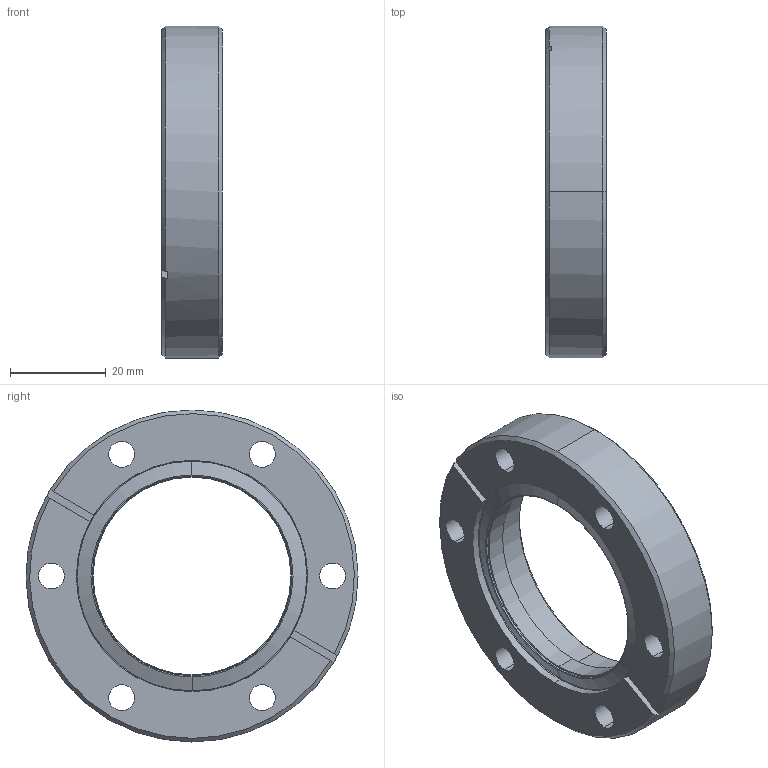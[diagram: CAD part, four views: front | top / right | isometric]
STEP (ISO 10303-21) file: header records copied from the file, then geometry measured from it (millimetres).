
FILE_DESCRIPTION (( 'STEP AP214' ), '1' );
FILE_NAME ('130094.STEP', '2024-02-15T16:13:02', ( '' ), ( '' ), 'SwSTEP 2.0', 'SolidWorks 2022', '' );
FILE_SCHEMA (( 'AUTOMOTIVE_DESIGN' ));
Length unit declared in the file: inch
Products named in the file (1): 130094
Bounding box: 12.7 x 69.34 x 69.34 mm (x, y, z)
Volume: 26677.2 mm3; surface area: 10345.8 mm2
Topology: 1 solids, 1 shells, 50 faces, 124 edges, 77 vertices
Faces by surface type: cylinder 20, cone 11, plane 11, torus 8
Entity records: 1735 total; most frequent: DIRECTION 297, CARTESIAN_POINT 264, ORIENTED_EDGE 248, AXIS2_PLACEMENT_3D 126, EDGE_CURVE 124, VERTEX_POINT 77, CIRCLE 75, EDGE_LOOP 65
